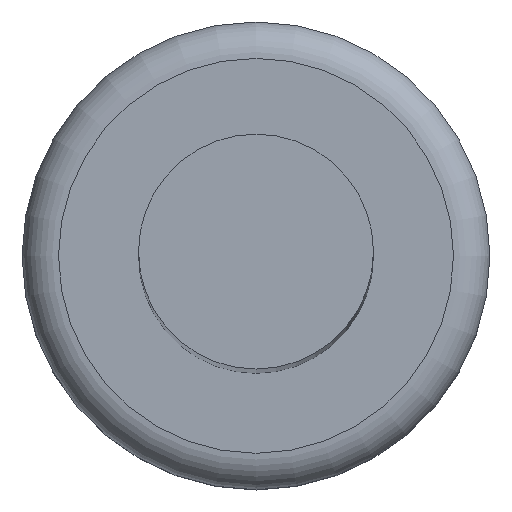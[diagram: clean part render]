
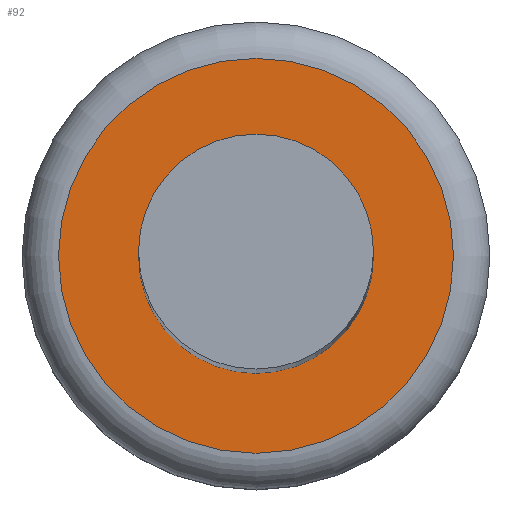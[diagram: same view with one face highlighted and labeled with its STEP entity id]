
A CAD part, top view. The second image highlights one B-rep face of the part: STEP entity #92.
In plain terms, the highlighted planar face has unit normal (0, 0, 1).
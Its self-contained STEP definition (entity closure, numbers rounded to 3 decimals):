
#15=FACE_BOUND('',#35,.T.);
#20=PLANE('',#121);
#27=FACE_OUTER_BOUND('',#34,.T.);
#34=EDGE_LOOP('',(#82));
#35=EDGE_LOOP('',(#83));
#41=CIRCLE('',#109,0.967);
#46=CIRCLE('',#119,1.625);
#49=VERTEX_POINT('',#160);
#53=VERTEX_POINT('',#176);
#56=EDGE_CURVE('',#49,#49,#41,.T.);
#62=EDGE_CURVE('',#53,#53,#46,.T.);
#82=ORIENTED_EDGE('',*,*,#62,.F.);
#83=ORIENTED_EDGE('',*,*,#56,.T.);
#92=ADVANCED_FACE('',(#27,#15),#20,.T.);
#109=AXIS2_PLACEMENT_3D('',#162,#129,#130);
#119=AXIS2_PLACEMENT_3D('',#177,#150,#151);
#121=AXIS2_PLACEMENT_3D('',#179,#154,#155);
#129=DIRECTION('center_axis',(0.,0.,-1.));
#130=DIRECTION('ref_axis',(-1.,0.,0.));
#150=DIRECTION('center_axis',(0.,0.,-1.));
#151=DIRECTION('ref_axis',(1.,0.,0.));
#154=DIRECTION('center_axis',(0.,0.,1.));
#155=DIRECTION('ref_axis',(1.,0.,0.));
#160=CARTESIAN_POINT('',(0.967,0.,1.6));
#162=CARTESIAN_POINT('Origin',(0.,0.,1.6));
#176=CARTESIAN_POINT('',(-1.625,0.,1.6));
#177=CARTESIAN_POINT('Origin',(0.,0.,1.6));
#179=CARTESIAN_POINT('Origin',(0.,0.,1.6));
